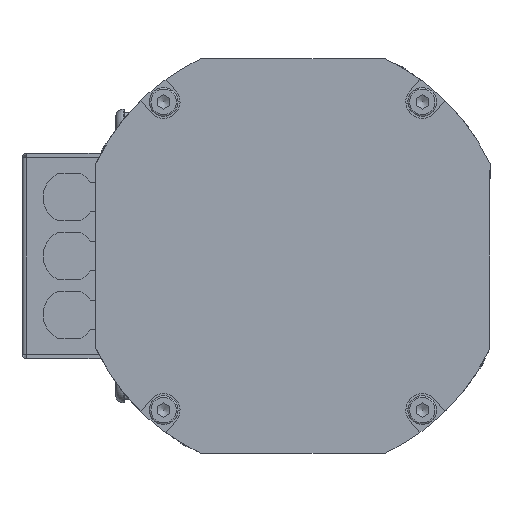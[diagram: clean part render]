
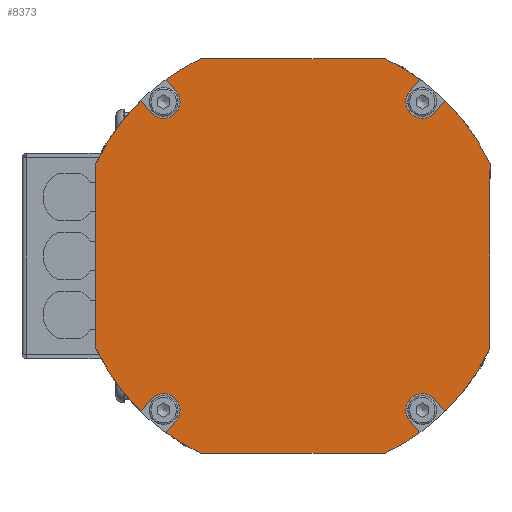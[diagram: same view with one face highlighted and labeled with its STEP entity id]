
A CAD part, left-side view. The second image highlights one B-rep face of the part: STEP entity #8373.
In plain terms, the highlighted planar face has unit normal (-1, 0, 0).
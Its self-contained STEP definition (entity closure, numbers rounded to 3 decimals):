
#686=LINE($,#13134,#1319);
#688=LINE($,#13140,#1321);
#694=LINE($,#13157,#1327);
#696=LINE($,#13163,#1329);
#700=LINE($,#13177,#1333);
#706=LINE($,#13196,#1339);
#710=LINE($,#13205,#1343);
#712=LINE($,#13211,#1345);
#715=LINE($,#13226,#1348);
#716=LINE($,#13231,#1349);
#717=LINE($,#13236,#1350);
#718=LINE($,#13241,#1351);
#1319=VECTOR($,#10554,4.012);
#1321=VECTOR($,#10558,3.849);
#1327=VECTOR($,#10576,3.849);
#1329=VECTOR($,#10580,4.012);
#1333=VECTOR($,#10596,4.012);
#1339=VECTOR($,#10616,3.849);
#1343=VECTOR($,#10622,4.012);
#1345=VECTOR($,#10626,3.849);
#1348=VECTOR($,#10645,44.944);
#1349=VECTOR($,#10650,44.944);
#1350=VECTOR($,#10655,44.944);
#1351=VECTOR($,#10660,44.944);
#2000=FACE_OUTER_BOUND($,#2500,.T.);
#2500=EDGE_LOOP($,(#6158,#6159,#6160,#6161,#6162,#6163,#6164,#6165,#6166,
#6167,#6168,#6169,#6170,#6171,#6172,#6173,#6174,#6175,#6176,#6177,#6178,
#6179,#6180,#6181));
#3044=CIRCLE($,#8989,4.);
#3047=CIRCLE($,#8996,4.);
#3052=CIRCLE($,#9005,4.);
#3054=CIRCLE($,#9011,4.);
#3057=CIRCLE($,#9016,53.);
#3058=CIRCLE($,#9017,53.);
#3059=CIRCLE($,#9018,53.);
#3060=CIRCLE($,#9019,53.);
#3061=CIRCLE($,#9020,53.);
#3062=CIRCLE($,#9021,53.);
#3063=CIRCLE($,#9022,53.);
#3064=CIRCLE($,#9023,53.);
#3622=VERTEX_POINT($,#13128);
#3624=VERTEX_POINT($,#13132);
#3625=VERTEX_POINT($,#13136);
#3627=VERTEX_POINT($,#13139);
#3630=VERTEX_POINT($,#13151);
#3632=VERTEX_POINT($,#13155);
#3633=VERTEX_POINT($,#13159);
#3635=VERTEX_POINT($,#13162);
#3637=VERTEX_POINT($,#13173);
#3639=VERTEX_POINT($,#13176);
#3644=VERTEX_POINT($,#13190);
#3645=VERTEX_POINT($,#13194);
#3647=VERTEX_POINT($,#13199);
#3649=VERTEX_POINT($,#13203);
#3650=VERTEX_POINT($,#13207);
#3652=VERTEX_POINT($,#13210);
#3655=VERTEX_POINT($,#13223);
#3656=VERTEX_POINT($,#13225);
#3657=VERTEX_POINT($,#13228);
#3658=VERTEX_POINT($,#13230);
#3659=VERTEX_POINT($,#13233);
#3660=VERTEX_POINT($,#13235);
#3661=VERTEX_POINT($,#13238);
#3662=VERTEX_POINT($,#13240);
#4565=EDGE_CURVE($,#3622,#3624,#686,.T.);
#4567=EDGE_CURVE($,#3627,#3625,#688,.T.);
#4571=EDGE_CURVE($,#3624,#3627,#3044,.T.);
#4576=EDGE_CURVE($,#3630,#3632,#694,.T.);
#4578=EDGE_CURVE($,#3635,#3633,#696,.T.);
#4582=EDGE_CURVE($,#3632,#3635,#3047,.T.);
#4585=EDGE_CURVE($,#3639,#3637,#700,.T.);
#4592=EDGE_CURVE($,#3644,#3639,#3052,.T.);
#4595=EDGE_CURVE($,#3645,#3644,#706,.T.);
#4599=EDGE_CURVE($,#3647,#3649,#710,.T.);
#4601=EDGE_CURVE($,#3652,#3650,#712,.T.);
#4605=EDGE_CURVE($,#3649,#3652,#3054,.T.);
#4608=EDGE_CURVE($,#3655,#3625,#3057,.T.);
#4609=EDGE_CURVE($,#3656,#3655,#715,.T.);
#4610=EDGE_CURVE($,#3645,#3656,#3058,.T.);
#4611=EDGE_CURVE($,#3657,#3637,#3059,.T.);
#4612=EDGE_CURVE($,#3658,#3657,#716,.T.);
#4613=EDGE_CURVE($,#3647,#3658,#3060,.T.);
#4614=EDGE_CURVE($,#3659,#3650,#3061,.T.);
#4615=EDGE_CURVE($,#3660,#3659,#717,.T.);
#4616=EDGE_CURVE($,#3630,#3660,#3062,.T.);
#4617=EDGE_CURVE($,#3661,#3633,#3063,.T.);
#4618=EDGE_CURVE($,#3662,#3661,#718,.T.);
#4619=EDGE_CURVE($,#3622,#3662,#3064,.T.);
#6158=ORIENTED_EDGE($,*,*,#4565,.T.);
#6159=ORIENTED_EDGE($,*,*,#4571,.T.);
#6160=ORIENTED_EDGE($,*,*,#4567,.T.);
#6161=ORIENTED_EDGE($,*,*,#4608,.F.);
#6162=ORIENTED_EDGE($,*,*,#4609,.F.);
#6163=ORIENTED_EDGE($,*,*,#4610,.F.);
#6164=ORIENTED_EDGE($,*,*,#4595,.T.);
#6165=ORIENTED_EDGE($,*,*,#4592,.T.);
#6166=ORIENTED_EDGE($,*,*,#4585,.T.);
#6167=ORIENTED_EDGE($,*,*,#4611,.F.);
#6168=ORIENTED_EDGE($,*,*,#4612,.F.);
#6169=ORIENTED_EDGE($,*,*,#4613,.F.);
#6170=ORIENTED_EDGE($,*,*,#4599,.T.);
#6171=ORIENTED_EDGE($,*,*,#4605,.T.);
#6172=ORIENTED_EDGE($,*,*,#4601,.T.);
#6173=ORIENTED_EDGE($,*,*,#4614,.F.);
#6174=ORIENTED_EDGE($,*,*,#4615,.F.);
#6175=ORIENTED_EDGE($,*,*,#4616,.F.);
#6176=ORIENTED_EDGE($,*,*,#4576,.T.);
#6177=ORIENTED_EDGE($,*,*,#4582,.T.);
#6178=ORIENTED_EDGE($,*,*,#4578,.T.);
#6179=ORIENTED_EDGE($,*,*,#4617,.F.);
#6180=ORIENTED_EDGE($,*,*,#4618,.F.);
#6181=ORIENTED_EDGE($,*,*,#4619,.F.);
#7513=PLANE($,#9015);
#8373=ADVANCED_FACE($,(#2000),#7513,.T.);
#8989=AXIS2_PLACEMENT_3D($,#13146,#10565,#10566);
#8996=AXIS2_PLACEMENT_3D($,#13169,#10587,#10588);
#9005=AXIS2_PLACEMENT_3D($,#13191,#10610,#10611);
#9011=AXIS2_PLACEMENT_3D($,#13217,#10633,#10634);
#9015=AXIS2_PLACEMENT_3D($,#13222,#10641,#10642);
#9016=AXIS2_PLACEMENT_3D($,#13224,#10643,#10644);
#9017=AXIS2_PLACEMENT_3D($,#13227,#10646,#10647);
#9018=AXIS2_PLACEMENT_3D($,#13229,#10648,#10649);
#9019=AXIS2_PLACEMENT_3D($,#13232,#10651,#10652);
#9020=AXIS2_PLACEMENT_3D($,#13234,#10653,#10654);
#9021=AXIS2_PLACEMENT_3D($,#13237,#10656,#10657);
#9022=AXIS2_PLACEMENT_3D($,#13239,#10658,#10659);
#9023=AXIS2_PLACEMENT_3D($,#13242,#10661,#10662);
#10554=DIRECTION($,(0.,0.643,0.766));
#10558=DIRECTION($,(0.,-0.643,-0.766));
#10565=DIRECTION('center_axis',(1.,0.,0.));
#10566=DIRECTION('ref_axis',(0.,-0.766,0.643));
#10576=DIRECTION($,(0.,-0.643,0.766));
#10580=DIRECTION($,(0.,0.643,-0.766));
#10587=DIRECTION('center_axis',(1.,0.,0.));
#10588=DIRECTION('ref_axis',(0.,-0.739,
-0.674));
#10596=DIRECTION($,(0.,-0.643,0.766));
#10610=DIRECTION('center_axis',(1.,0.,0.));
#10611=DIRECTION('ref_axis',(0.,0.739,0.674));
#10616=DIRECTION($,(0.,0.643,-0.766));
#10622=DIRECTION($,(0.,-0.643,-0.766));
#10626=DIRECTION($,(0.,0.643,0.766));
#10633=DIRECTION('center_axis',(1.,0.,0.));
#10634=DIRECTION('ref_axis',(0.,0.766,-0.643));
#10641=DIRECTION('center_axis',(-1.,0.,0.));
#10642=DIRECTION('ref_axis',(0.,0.,1.));
#10643=DIRECTION('center_axis',(1.,0.,0.));
#10644=DIRECTION('ref_axis',(0.,0.424,0.906));
#10645=DIRECTION($,(0.,0.,-1.));
#10646=DIRECTION('center_axis',(1.,0.,0.));
#10647=DIRECTION('ref_axis',(0.,0.906,-0.424));
#10648=DIRECTION('center_axis',(1.,0.,0.));
#10649=DIRECTION('ref_axis',(0.,0.906,-0.424));
#10650=DIRECTION($,(0.,-1.,0.));
#10651=DIRECTION('center_axis',(1.,0.,0.));
#10652=DIRECTION('ref_axis',(0.,-0.424,-0.906));
#10653=DIRECTION('center_axis',(1.,0.,0.));
#10654=DIRECTION('ref_axis',(0.,-0.424,-0.906));
#10655=DIRECTION($,(0.,0.,1.));
#10656=DIRECTION('center_axis',(1.,0.,0.));
#10657=DIRECTION('ref_axis',(0.,-0.906,0.424));
#10658=DIRECTION('center_axis',(1.,0.,0.));
#10659=DIRECTION('ref_axis',(0.,-0.906,0.424));
#10660=DIRECTION($,(0.,1.,0.));
#10661=DIRECTION('center_axis',(1.,0.,0.));
#10662=DIRECTION('ref_axis',(0.,0.424,0.906));
#13128=CARTESIAN_POINT('',(-198.,-30.909,-43.054));
#13132=CARTESIAN_POINT('',(-198.,-28.33,-39.98));
#13134=CARTESIAN_POINT($,(-198.,-12.739,-21.4));
#13136=CARTESIAN_POINT('',(-198.,-37.035,-37.913));
#13139=CARTESIAN_POINT('',(-198.,-34.561,-34.965));
#13140=CARTESIAN_POINT($,(-198.,-20.688,-18.433));
#13146=CARTESIAN_POINT('Origin',(-198.,-31.497,-37.536));
#13151=CARTESIAN_POINT('',(-198.,37.035,-37.913));
#13155=CARTESIAN_POINT('',(-198.,34.561,-34.965));
#13157=CARTESIAN_POINT($,(-198.,18.812,-16.197));
#13159=CARTESIAN_POINT('',(-198.,30.909,-43.054));
#13162=CARTESIAN_POINT('',(-198.,28.33,-39.98));
#13163=CARTESIAN_POINT($,(-198.,12.739,-21.4));
#13169=CARTESIAN_POINT('Origin',(-198.,31.497,-37.536));
#13173=CARTESIAN_POINT('',(-198.,-30.909,43.054));
#13176=CARTESIAN_POINT('',(-198.,-28.33,39.98));
#13177=CARTESIAN_POINT($,(-198.,-12.739,21.4));
#13190=CARTESIAN_POINT('',(-198.,-34.561,34.965));
#13191=CARTESIAN_POINT('Origin',(-198.,-31.497,37.536));
#13194=CARTESIAN_POINT('',(-198.,-37.035,37.913));
#13196=CARTESIAN_POINT($,(-198.,-18.812,16.197));
#13199=CARTESIAN_POINT('',(-198.,30.909,43.054));
#13203=CARTESIAN_POINT('',(-198.,28.33,39.98));
#13205=CARTESIAN_POINT($,(-198.,12.739,21.4));
#13207=CARTESIAN_POINT('',(-198.,37.035,37.913));
#13210=CARTESIAN_POINT('',(-198.,34.561,34.965));
#13211=CARTESIAN_POINT($,(-198.,20.688,18.433));
#13217=CARTESIAN_POINT('Origin',(-198.,31.497,37.536));
#13222=CARTESIAN_POINT('Origin',(-198.,0.,0.));
#13223=CARTESIAN_POINT('',(-198.,-48.,-22.472));
#13224=CARTESIAN_POINT('Origin',(-198.,0.,0.));
#13225=CARTESIAN_POINT('',(-198.,-48.,22.472));
#13226=CARTESIAN_POINT($,(-198.,-48.,22.472));
#13227=CARTESIAN_POINT('Origin',(-198.,0.,0.));
#13228=CARTESIAN_POINT('',(-198.,-22.472,48.));
#13229=CARTESIAN_POINT('Origin',(-198.,0.,0.));
#13230=CARTESIAN_POINT('',(-198.,22.472,48.));
#13231=CARTESIAN_POINT($,(-198.,22.472,48.));
#13232=CARTESIAN_POINT('Origin',(-198.,0.,0.));
#13233=CARTESIAN_POINT('',(-198.,48.,22.472));
#13234=CARTESIAN_POINT('Origin',(-198.,0.,0.));
#13235=CARTESIAN_POINT('',(-198.,48.,-22.472));
#13236=CARTESIAN_POINT($,(-198.,48.,-22.472));
#13237=CARTESIAN_POINT('Origin',(-198.,0.,0.));
#13238=CARTESIAN_POINT('',(-198.,22.472,-48.));
#13239=CARTESIAN_POINT('Origin',(-198.,0.,0.));
#13240=CARTESIAN_POINT('',(-198.,-22.472,-48.));
#13241=CARTESIAN_POINT($,(-198.,-22.472,-48.));
#13242=CARTESIAN_POINT('Origin',(-198.,0.,0.));
